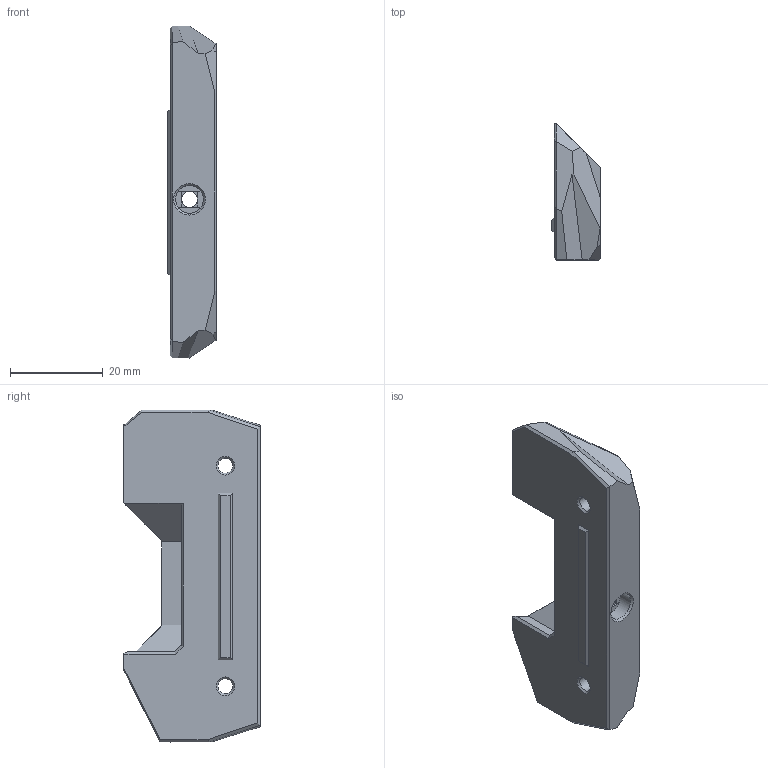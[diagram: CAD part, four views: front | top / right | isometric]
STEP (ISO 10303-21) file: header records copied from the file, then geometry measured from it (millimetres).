
FILE_DESCRIPTION(/* description */ (''),/* implementation_level */ '2;1');
FILE_NAME(/* name */ 'Idler_B_C_x1.step',/* time_stamp */ '2025-12-31T11:46:08-05:00',/* author */ (''),/* organization */ (''),/* preprocessor_version */ 'ST-DEVELOPER v20.1',/* originating_system */ 'Autodesk Translation Framework v14.21.0.0',/* authorisation */ '');
FILE_SCHEMA (('AUTOMOTIVE_DESIGN { 1 0 10303 214 3 1 1 }'));
Length unit declared in the file: millimetre
Products named in the file (1): Idler_B
Bounding box: 10.47 x 29.31 x 71.51 mm (x, y, z)
Volume: 12240.7 mm3; surface area: 5881.6 mm2
Topology: 1 solids, 1 shells, 160 faces, 426 edges, 273 vertices
Faces by surface type: plane 149, cylinder 6, cone 5
Full cylindrical faces by diameter (mm): 3.2 x2, 3.4 x1, 6 x3
Entity records: 4900 total; most frequent: CARTESIAN_POINT 860, ORIENTED_EDGE 852, DIRECTION 774, EDGE_CURVE 426, LINE 400, VECTOR 400, VERTEX_POINT 273, AXIS2_PLACEMENT_3D 187
